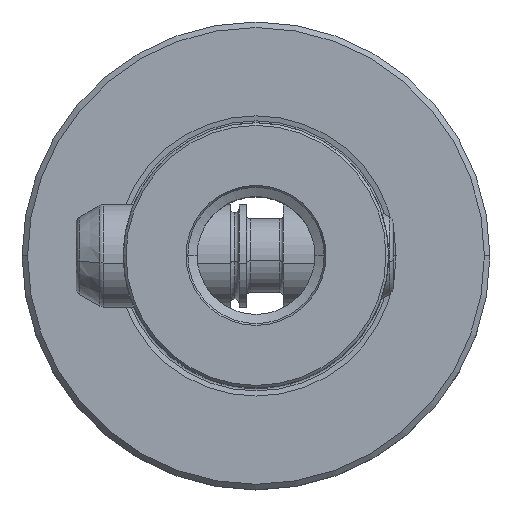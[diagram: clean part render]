
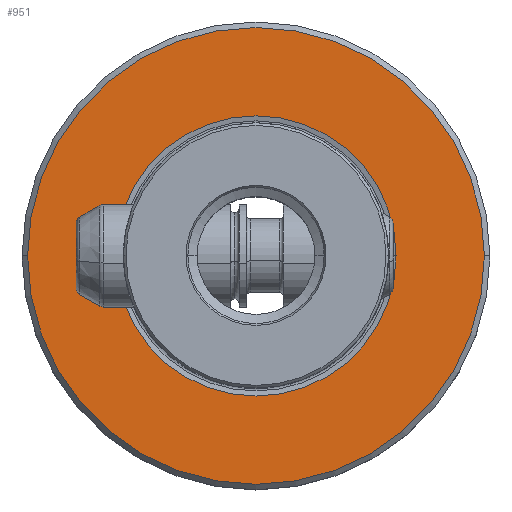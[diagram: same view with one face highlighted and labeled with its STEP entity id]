
A CAD part, top view. The second image highlights one B-rep face of the part: STEP entity #951.
In plain terms, the highlighted planar face has unit normal (0, 0, 1).
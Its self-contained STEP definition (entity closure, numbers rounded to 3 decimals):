
#951=ADVANCED_FACE('NONE',(#2362,#2363),#2364,.F.);
#1291=VERTEX_POINT('NONE',#2747);
#1413=EDGE_CURVE('NONE',#1291,#1593,#2881,.T.);
#1571=VERTEX_POINT('NONE',#3063);
#1593=VERTEX_POINT('NONE',#3087);
#1603=EDGE_CURVE('NONE',#1723,#1571,#3097,.T.);
#1609=EDGE_CURVE('NONE',#1593,#1291,#3105,.T.);
#1723=VERTEX_POINT('NONE',#3231);
#1957=EDGE_CURVE('NONE',#1571,#1723,#3490,.T.);
#2362=FACE_OUTER_BOUND('',#4112,.T.);
#2363=FACE_BOUND('',#4113,.T.);
#2364=PLANE('',#4114);
#2747=CARTESIAN_POINT('',(-31.0,0.0,0.));
#2881=CIRCLE('',#5097,31.0);
#3063=CARTESIAN_POINT('',(19.012,0.0,0.));
#3087=CARTESIAN_POINT('',(31.0,0.,0.));
#3097=CIRCLE('',#5599,19.012);
#3105=CIRCLE('',#5608,31.0);
#3231=CARTESIAN_POINT('',(-19.012,0.,0.));
#3490=CIRCLE('',#6181,19.012);
#4112=EDGE_LOOP('',(#6744,#6745));
#4113=EDGE_LOOP('',(#6746,#6747));
#4114=AXIS2_PLACEMENT_3D('',#6748,#6749,#6750);
#5097=AXIS2_PLACEMENT_3D('',#7399,#7400,#7401);
#5599=AXIS2_PLACEMENT_3D('',#7681,#7682,#7683);
#5608=AXIS2_PLACEMENT_3D('',#7699,#7700,#7701);
#6181=AXIS2_PLACEMENT_3D('',#8151,#8152,#8153);
#6744=ORIENTED_EDGE('',*,*,#1413,.T.);
#6745=ORIENTED_EDGE('',*,*,#1609,.T.);
#6746=ORIENTED_EDGE('',*,*,#1957,.T.);
#6747=ORIENTED_EDGE('',*,*,#1603,.T.);
#6748=CARTESIAN_POINT('',(0.0,31.75,0.));
#6749=DIRECTION('',(0.0,0.0,-1.0));
#6750=DIRECTION('',(0.0,1.0,0.0));
#7399=CARTESIAN_POINT('',(0.0,0.0,0.));
#7400=DIRECTION('',(0.0,0.0,1.0));
#7401=DIRECTION('',(-1.0,0.0,0.0));
#7681=CARTESIAN_POINT('',(0.0,0.0,0.));
#7682=DIRECTION('',(0.0,0.0,-1.0));
#7683=DIRECTION('',(-1.0,0.0,0.0));
#7699=CARTESIAN_POINT('',(0.0,0.0,0.));
#7700=DIRECTION('',(0.0,0.0,1.0));
#7701=DIRECTION('',(-1.0,0.0,0.0));
#8151=CARTESIAN_POINT('',(0.0,0.0,0.));
#8152=DIRECTION('',(0.0,0.0,-1.0));
#8153=DIRECTION('',(-1.0,0.0,0.0));
